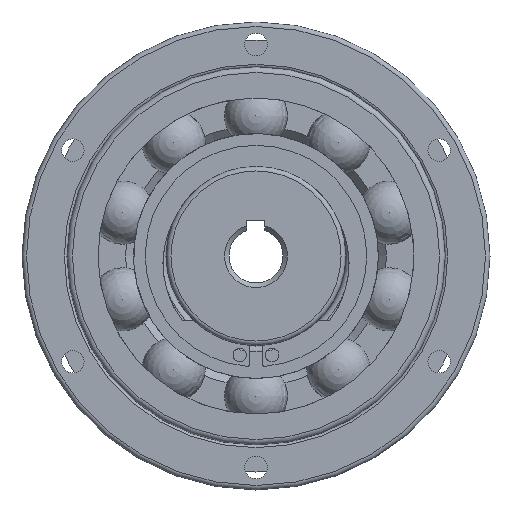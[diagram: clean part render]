
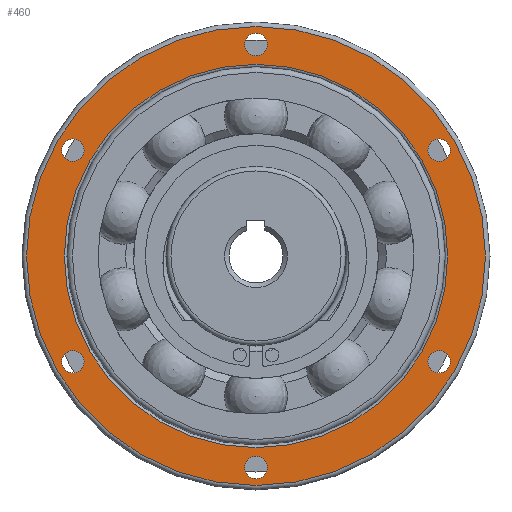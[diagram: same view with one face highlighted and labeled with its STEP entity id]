
A CAD part, left-side view. The second image highlights one B-rep face of the part: STEP entity #460.
In plain terms, the highlighted planar face has unit normal (-1, 0, 0).
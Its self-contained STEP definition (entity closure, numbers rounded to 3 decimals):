
#460 = ADVANCED_FACE( '', ( #1011, #1012, #1013, #1014, #1015, #1016, #1017, #1018 ), #1019, .F. );
#1011 = FACE_OUTER_BOUND( '', #1588, .T. );
#1012 = FACE_BOUND( '', #1589, .T. );
#1013 = FACE_BOUND( '', #1590, .T. );
#1014 = FACE_BOUND( '', #1591, .T. );
#1015 = FACE_BOUND( '', #1592, .T. );
#1016 = FACE_BOUND( '', #1593, .T. );
#1017 = FACE_BOUND( '', #1594, .T. );
#1018 = FACE_BOUND( '', #1595, .T. );
#1019 = PLANE( '', #1596 );
#1588 = EDGE_LOOP( '', ( #2865 ) );
#1589 = EDGE_LOOP( '', ( #2866 ) );
#1590 = EDGE_LOOP( '', ( #2867 ) );
#1591 = EDGE_LOOP( '', ( #2868 ) );
#1592 = EDGE_LOOP( '', ( #2869 ) );
#1593 = EDGE_LOOP( '', ( #2870 ) );
#1594 = EDGE_LOOP( '', ( #2871 ) );
#1595 = EDGE_LOOP( '', ( #2872 ) );
#1596 = AXIS2_PLACEMENT_3D( '', #2873, #2874, #2875 );
#2865 = ORIENTED_EDGE( '', *, *, #3357, .T. );
#2866 = ORIENTED_EDGE( '', *, *, #3206, .T. );
#2867 = ORIENTED_EDGE( '', *, *, #3522, .T. );
#2868 = ORIENTED_EDGE( '', *, *, #3295, .T. );
#2869 = ORIENTED_EDGE( '', *, *, #3229, .T. );
#2870 = ORIENTED_EDGE( '', *, *, #3520, .T. );
#2871 = ORIENTED_EDGE( '', *, *, #3032, .T. );
#2872 = ORIENTED_EDGE( '', *, *, #3059, .T. );
#2873 = CARTESIAN_POINT( '', ( 11.25, 0., 25.5 ) );
#2874 = DIRECTION( '', ( 1., 0., 0. ) );
#2875 = DIRECTION( '', ( 0., 1., 0. ) );
#3032 = EDGE_CURVE( '', #3561, #3561, #3562, .T. );
#3059 = EDGE_CURVE( '', #3608, #3608, #3609, .T. );
#3206 = EDGE_CURVE( '', #3863, #3863, #3864, .T. );
#3229 = EDGE_CURVE( '', #3898, #3898, #3899, .T. );
#3295 = EDGE_CURVE( '', #3997, #3997, #3998, .T. );
#3357 = EDGE_CURVE( '', #4088, #4088, #4089, .T. );
#3520 = EDGE_CURVE( '', #4296, #4296, #4297, .T. );
#3522 = EDGE_CURVE( '', #4299, #4299, #4300, .T. );
#3561 = VERTEX_POINT( '', #4343 );
#3562 = CIRCLE( '', #4344, 1.25 );
#3608 = VERTEX_POINT( '', #4480 );
#3609 = CIRCLE( '', #4481, 21.3 );
#3863 = VERTEX_POINT( '', #5202 );
#3864 = CIRCLE( '', #5203, 1.25 );
#3898 = VERTEX_POINT( '', #5262 );
#3899 = CIRCLE( '', #5263, 1.25 );
#3997 = VERTEX_POINT( '', #5571 );
#3998 = CIRCLE( '', #5572, 1.25 );
#4088 = VERTEX_POINT( '', #5701 );
#4089 = CIRCLE( '', #5702, 25.5 );
#4296 = VERTEX_POINT( '', #6314 );
#4297 = CIRCLE( '', #6315, 1.25 );
#4299 = VERTEX_POINT( '', #6317 );
#4300 = CIRCLE( '', #6318, 1.25 );
#4343 = CARTESIAN_POINT( '', ( 11.25, -20.352, 10.5 ) );
#4344 = AXIS2_PLACEMENT_3D( '', #6360, #6361, #6362 );
#4480 = CARTESIAN_POINT( '', ( 11.25, 0., -21.3 ) );
#4481 = AXIS2_PLACEMENT_3D( '', #6402, #6403, #6404 );
#5202 = CARTESIAN_POINT( '', ( 11.25, -20.352, -13. ) );
#5203 = AXIS2_PLACEMENT_3D( '', #6586, #6587, #6588 );
#5262 = CARTESIAN_POINT( '', ( 11.25, 20.352, 10.5 ) );
#5263 = AXIS2_PLACEMENT_3D( '', #6623, #6624, #6625 );
#5571 = CARTESIAN_POINT( '', ( 11.25, 20.352, -13. ) );
#5572 = AXIS2_PLACEMENT_3D( '', #6693, #6694, #6695 );
#5701 = CARTESIAN_POINT( '', ( 11.25, 0., 25.5 ) );
#5702 = AXIS2_PLACEMENT_3D( '', #6780, #6781, #6782 );
#6314 = CARTESIAN_POINT( '', ( 11.25, 0., 22.25 ) );
#6315 = AXIS2_PLACEMENT_3D( '', #6949, #6950, #6951 );
#6317 = CARTESIAN_POINT( '', ( 11.25, 0., -24.75 ) );
#6318 = AXIS2_PLACEMENT_3D( '', #6952, #6953, #6954 );
#6360 = CARTESIAN_POINT( '', ( 11.25, -20.352, 11.75 ) );
#6361 = DIRECTION( '', ( 1., 0., 0. ) );
#6362 = DIRECTION( '', ( 0., 0., -1. ) );
#6402 = CARTESIAN_POINT( '', ( 11.25, 0., 0. ) );
#6403 = DIRECTION( '', ( 1., 0., 0. ) );
#6404 = DIRECTION( '', ( 0., 0., -1. ) );
#6586 = CARTESIAN_POINT( '', ( 11.25, -20.352, -11.75 ) );
#6587 = DIRECTION( '', ( 1., 0., 0. ) );
#6588 = DIRECTION( '', ( 0., 0., -1. ) );
#6623 = CARTESIAN_POINT( '', ( 11.25, 20.352, 11.75 ) );
#6624 = DIRECTION( '', ( 1., 0., 0. ) );
#6625 = DIRECTION( '', ( 0., 0., -1. ) );
#6693 = CARTESIAN_POINT( '', ( 11.25, 20.352, -11.75 ) );
#6694 = DIRECTION( '', ( 1., 0., 0. ) );
#6695 = DIRECTION( '', ( 0., 0., -1. ) );
#6780 = CARTESIAN_POINT( '', ( 11.25, 0., 0. ) );
#6781 = DIRECTION( '', ( -1., 0., 0. ) );
#6782 = DIRECTION( '', ( 0., 0., 1. ) );
#6949 = CARTESIAN_POINT( '', ( 11.25, 0., 23.5 ) );
#6950 = DIRECTION( '', ( 1., 0., 0. ) );
#6951 = DIRECTION( '', ( 0., 0., -1. ) );
#6952 = CARTESIAN_POINT( '', ( 11.25, 0., -23.5 ) );
#6953 = DIRECTION( '', ( 1., 0., 0. ) );
#6954 = DIRECTION( '', ( 0., 0., -1. ) );
